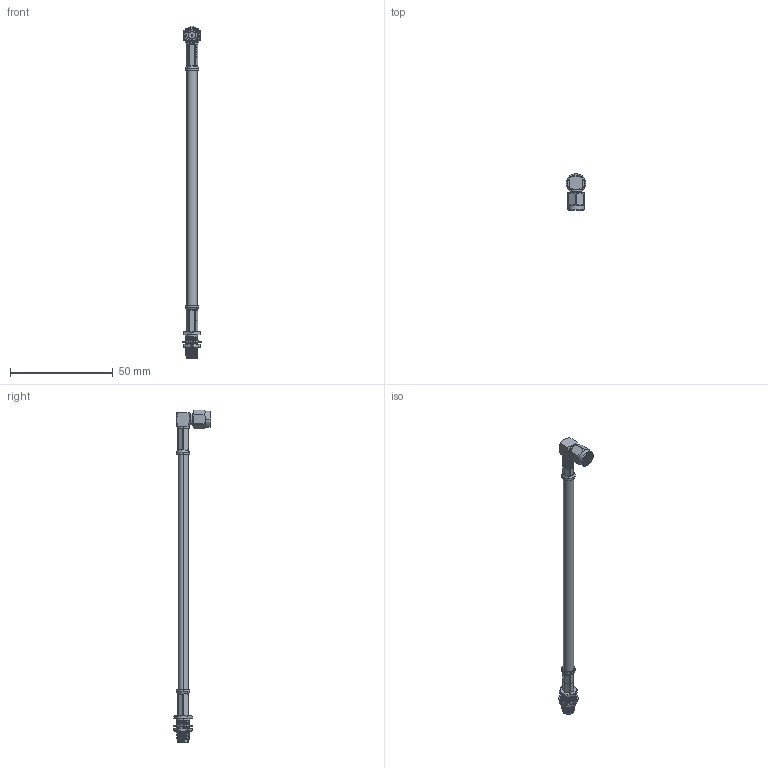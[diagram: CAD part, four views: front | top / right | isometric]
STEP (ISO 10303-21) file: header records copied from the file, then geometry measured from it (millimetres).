
FILE_DESCRIPTION (( 'STEP AP203' ), '1' );
FILE_NAME ('PE33749.step', '2018-08-31T22:15:45', ( '' ), ( '' ), 'SwSTEP 2.0', 'SolidWorks 2017', '' );
FILE_SCHEMA (( 'CONFIG_CONTROL_DESIGN' ));
Products named in the file (4): PE4419_Crimped; Coax Cable_RG-142; PE4002_Crimped; PE33749
Assembly tree (3 placements, depth 2):
  PE33749
    Coax Cable_RG-142
    PE4002_Crimped
    PE4419_Crimped
Bounding box: 9.4 x 18.03 x 161.29 mm (x, y, z)
Volume: 3626.4 mm3; surface area: 4472.8 mm2
Topology: 9 solids, 9 shells, 3547 faces, 7645 edges, 4139 vertices
Faces by surface type: bspline 2498, cylinder 678, plane 304, cone 61, torus 6
Entity records: 161298 total; most frequent: CARTESIAN_POINT 112624, ORIENTED_EDGE 15286, EDGE_CURVE 7643, VERTEX_POINT 4139, EDGE_LOOP 3580, FACE_OUTER_BOUND 3547, ADVANCED_FACE 3547, DIRECTION 3408
